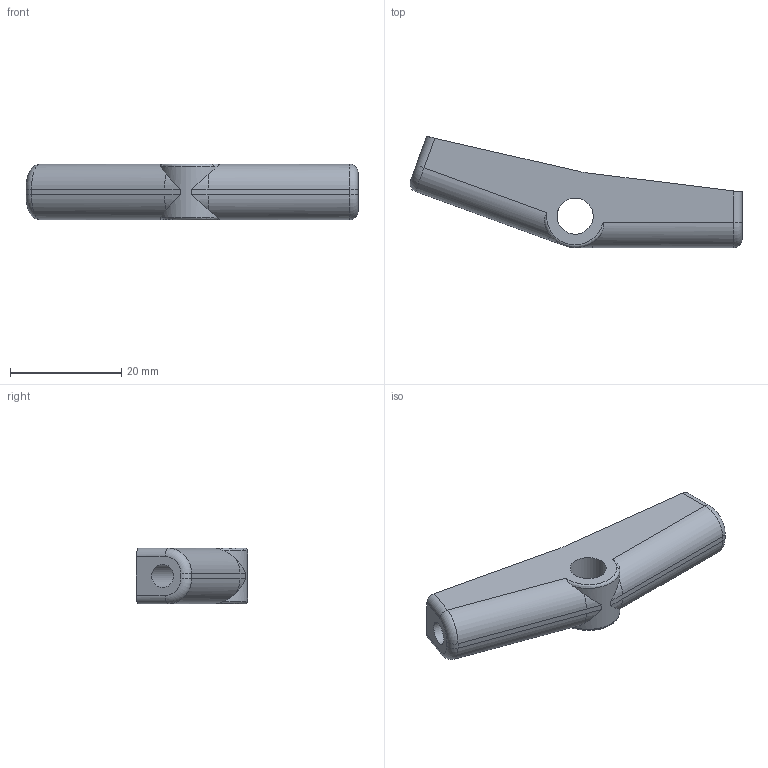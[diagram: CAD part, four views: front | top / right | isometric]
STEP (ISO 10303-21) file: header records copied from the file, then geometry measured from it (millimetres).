
FILE_DESCRIPTION(/* description */ (''),/* implementation_level */ '2;1');
FILE_NAME(/* name */ 'giunto-4A .step',/* time_stamp */ '2020-10-02T21:49:37+02:00',/* author */ (''),/* organization */ (''),/* preprocessor_version */ 'ST-DEVELOPER v18.1',/* originating_system */ 'Autodesk Translation Framework v9.3.0.1241',/* authorisation */ '');
FILE_SCHEMA (('AUTOMOTIVE_DESIGN { 1 0 10303 214 3 1 1 }'));
Length unit declared in the file: millimetre
Products named in the file (1): giunto-4A
Bounding box: 59.7 x 20 x 10 mm (x, y, z)
Volume: 5559.1 mm3; surface area: 3317.7 mm2
Topology: 1 solids, 1 shells, 35 faces, 85 edges, 54 vertices
Faces by surface type: cylinder 19, plane 10, torus 6
Full cylindrical faces by diameter (mm): 4.2 x2, 6.5 x1
Entity records: 1120 total; most frequent: CARTESIAN_POINT 251, DIRECTION 181, ORIENTED_EDGE 170, EDGE_CURVE 85, AXIS2_PLACEMENT_3D 72, VERTEX_POINT 54, EDGE_LOOP 39, LINE 37
